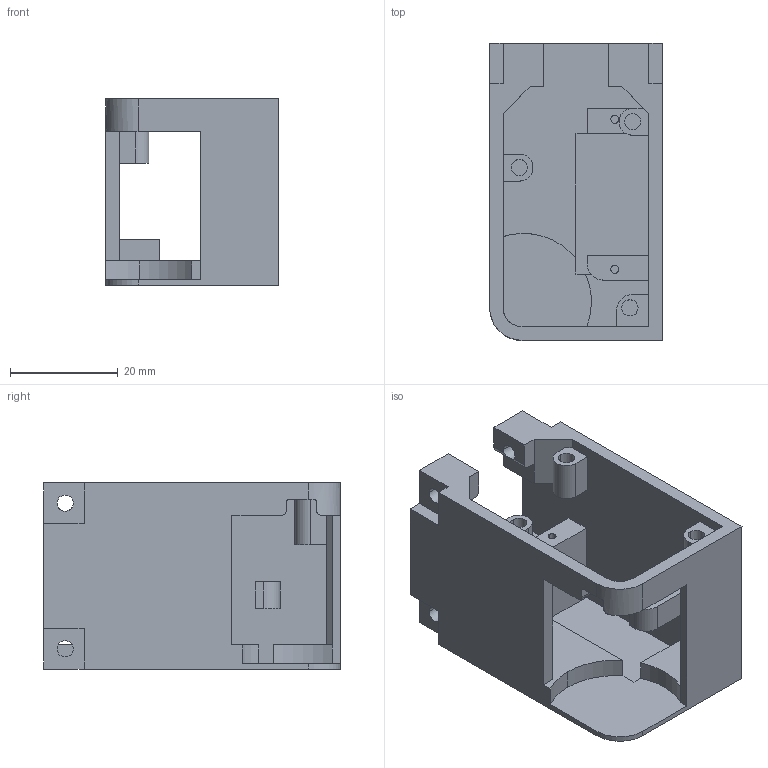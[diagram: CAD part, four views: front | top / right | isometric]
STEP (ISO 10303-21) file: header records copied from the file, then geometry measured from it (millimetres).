
FILE_DESCRIPTION (( 'STEP AP203' ), '1' );
FILE_NAME ('Forearm (1)(Mirror).STEP', '2024-07-11T18:30:35', ( '微软用户' ), ( '微软中国' ), 'SwSTEP 2.0', 'SolidWorks 2023', '' );
FILE_SCHEMA (( 'CONFIG_CONTROL_DESIGN' ));
Length unit declared in the file: millimetre
Products named in the file (1): Forearm (1)(Mirror)
Bounding box: 32 x 55 x 34.5 mm (x, y, z)
Volume: 15820 mm3; surface area: 13362.6 mm2
Topology: 1 solids, 1 shells, 111 faces, 329 edges, 217 vertices
Faces by surface type: plane 77, cylinder 34
Entity records: 3864 total; most frequent: CARTESIAN_POINT 722, ORIENTED_EDGE 658, DIRECTION 619, EDGE_CURVE 329, LINE 251, VECTOR 251, VERTEX_POINT 217, AXIS2_PLACEMENT_3D 184
